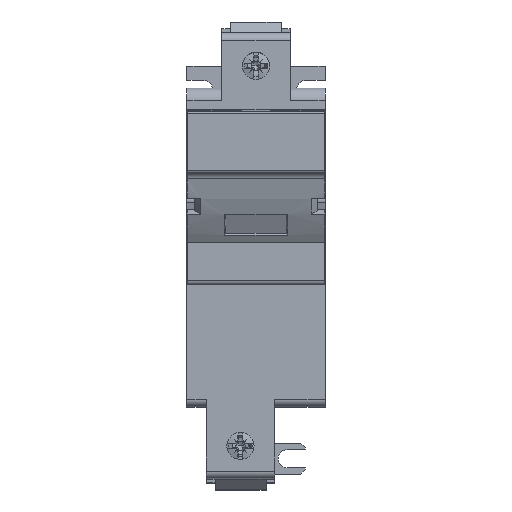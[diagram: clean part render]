
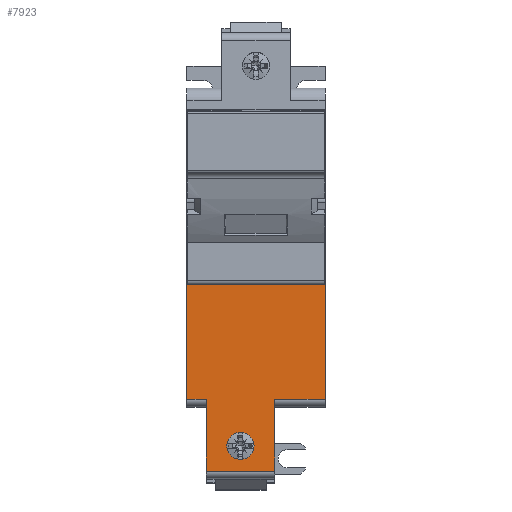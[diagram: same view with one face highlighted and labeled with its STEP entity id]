
A CAD part, top view. The second image highlights one B-rep face of the part: STEP entity #7923.
In plain terms, the highlighted planar face has unit normal (0, 0, 1).
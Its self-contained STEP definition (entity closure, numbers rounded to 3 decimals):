
#2073=DIRECTION('',(0.,-1.,0.));
#2074=VECTOR('',#2073,29.5);
#2075=CARTESIAN_POINT('',(0.,-40.2,43.5));
#2076=LINE('',#2075,#2074);
#2091=DIRECTION('',(1.,0.,0.));
#2092=VECTOR('',#2091,5.);
#2093=CARTESIAN_POINT('',(0.,-69.7,43.5));
#2094=LINE('',#2093,#2092);
#2113=DIRECTION('',(0.,1.,0.));
#2114=VECTOR('',#2113,18.5);
#2115=CARTESIAN_POINT('',(5.,-88.2,43.5));
#2116=LINE('',#2115,#2114);
#2117=DIRECTION('',(0.,-1.,0.));
#2118=VECTOR('',#2117,29.5);
#2119=CARTESIAN_POINT('',(35.6,-40.2,43.5));
#2120=LINE('',#2119,#2118);
#2121=DIRECTION('',(0.,-1.,0.));
#2122=VECTOR('',#2121,18.5);
#2123=CARTESIAN_POINT('',(22.6,-69.7,43.5));
#2124=LINE('',#2123,#2122);
#2125=CARTESIAN_POINT('',(13.8,-81.7,43.5));
#2126=DIRECTION('',(0.,0.,1.));
#2127=DIRECTION('',(0.,1.,0.));
#2128=AXIS2_PLACEMENT_3D('',#2125,#2126,#2127);
#2130=CARTESIAN_POINT('',(13.8,-81.7,43.5));
#2131=DIRECTION('',(0.,0.,1.));
#2132=DIRECTION('',(0.,-1.,0.));
#2133=AXIS2_PLACEMENT_3D('',#2130,#2131,#2132);
#2135=DIRECTION('',(1.,0.,0.));
#2136=VECTOR('',#2135,17.6);
#2137=CARTESIAN_POINT('',(5.,-88.2,43.5));
#2138=LINE('',#2137,#2136);
#2287=DIRECTION('',(-1.,0.,0.));
#2288=VECTOR('',#2287,35.6);
#2289=CARTESIAN_POINT('',(35.6,-40.2,43.5));
#2290=LINE('',#2289,#2288);
#2295=DIRECTION('',(1.,0.,0.));
#2296=VECTOR('',#2295,13.);
#2297=CARTESIAN_POINT('',(22.6,-69.7,43.5));
#2298=LINE('',#2297,#2296);
#4159=CARTESIAN_POINT('',(35.6,-69.7,43.5));
#4160=VERTEX_POINT('',#4159);
#4161=CARTESIAN_POINT('',(35.6,-40.2,43.5));
#4162=VERTEX_POINT('',#4161);
#4289=CARTESIAN_POINT('',(22.6,-88.2,43.5));
#4290=VERTEX_POINT('',#4289);
#4291=CARTESIAN_POINT('',(22.6,-69.7,43.5));
#4292=VERTEX_POINT('',#4291);
#4796=CARTESIAN_POINT('',(0.,-69.7,43.5));
#4798=VERTEX_POINT('',#4796);
#4822=CARTESIAN_POINT('',(0.,-40.2,43.5));
#4823=VERTEX_POINT('',#4822);
#4830=CARTESIAN_POINT('',(5.,-69.7,43.5));
#4831=VERTEX_POINT('',#4830);
#4832=CARTESIAN_POINT('',(5.,-88.2,43.5));
#4833=VERTEX_POINT('',#4832);
#4840=CARTESIAN_POINT('',(13.8,-78.2,43.5));
#4841=CARTESIAN_POINT('',(13.8,-85.2,43.5));
#4842=VERTEX_POINT('',#4840);
#4843=VERTEX_POINT('',#4841);
#7899=CARTESIAN_POINT('',(35.6,-40.2,43.5));
#7900=DIRECTION('',(0.,0.,1.));
#7901=DIRECTION('',(0.,-1.,0.));
#7902=AXIS2_PLACEMENT_3D('',#7899,#7900,#7901);
#7903=PLANE('',#7902);
#7905=ORIENTED_EDGE('',*,*,#7904,.F.);
#7906=ORIENTED_EDGE('',*,*,#7885,.T.);
#7907=ORIENTED_EDGE('',*,*,#7858,.F.);
#7908=ORIENTED_EDGE('',*,*,#7839,.F.);
#7910=ORIENTED_EDGE('',*,*,#7909,.F.);
#7911=ORIENTED_EDGE('',*,*,#5279,.T.);
#7913=ORIENTED_EDGE('',*,*,#7912,.F.);
#7914=ORIENTED_EDGE('',*,*,#5450,.T.);
#7915=EDGE_LOOP('',(#7905,#7906,#7907,#7908,#7910,#7911,#7913,#7914));
#7916=FACE_OUTER_BOUND('',#7915,.F.);
#7918=ORIENTED_EDGE('',*,*,#7917,.T.);
#7920=ORIENTED_EDGE('',*,*,#7919,.T.);
#7921=EDGE_LOOP('',(#7918,#7920));
#7922=FACE_BOUND('',#7921,.F.);
#7923=ADVANCED_FACE('',(#7916,#7922),#7903,.T.);
#2129=CIRCLE('',#2128,3.5);
#2134=CIRCLE('',#2133,3.5);
#5279=EDGE_CURVE('',#4162,#4160,#2120,.T.);
#5450=EDGE_CURVE('',#4292,#4290,#2124,.T.);
#7839=EDGE_CURVE('',#4823,#4798,#2076,.T.);
#7858=EDGE_CURVE('',#4798,#4831,#2094,.T.);
#7885=EDGE_CURVE('',#4833,#4831,#2116,.T.);
#7904=EDGE_CURVE('',#4833,#4290,#2138,.T.);
#7909=EDGE_CURVE('',#4162,#4823,#2290,.T.);
#7912=EDGE_CURVE('',#4292,#4160,#2298,.T.);
#7917=EDGE_CURVE('',#4842,#4843,#2129,.T.);
#7919=EDGE_CURVE('',#4843,#4842,#2134,.T.);
